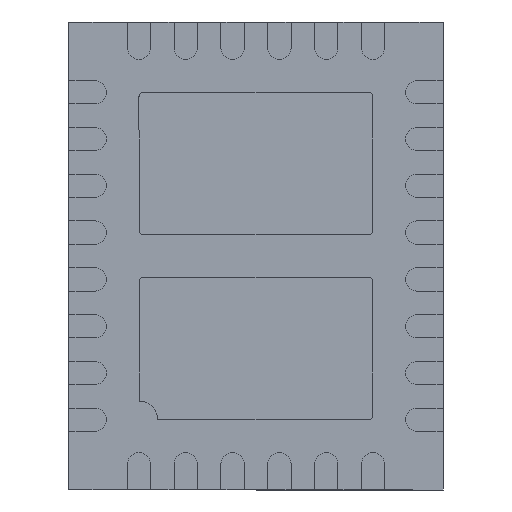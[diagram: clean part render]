
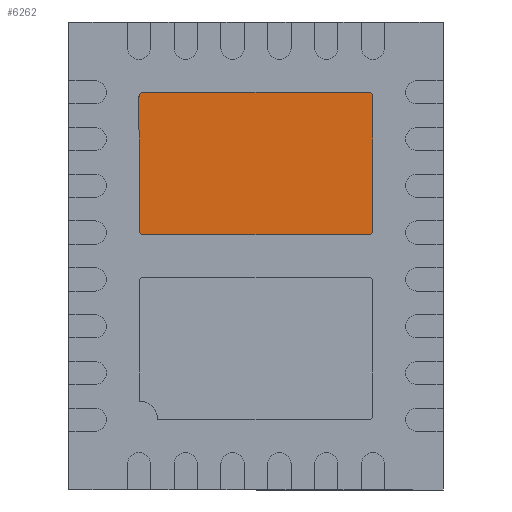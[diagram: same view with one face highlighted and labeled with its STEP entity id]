
A CAD part, front view. The second image highlights one B-rep face of the part: STEP entity #6262.
In plain terms, the highlighted planar face has unit normal (0, -1, 0).
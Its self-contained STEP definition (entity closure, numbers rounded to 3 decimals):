
#120 = VECTOR ( 'NONE', #9519, 1000. ) ;
#395 = CARTESIAN_POINT ( 'NONE',  ( -1.2, 0., 0.275 ) ) ;
#440 = CARTESIAN_POINT ( 'NONE',  ( -1.2, 0., 1.7 ) ) ;
#489 = EDGE_CURVE ( 'NONE', #1361, #4558, #8907, .T. ) ;
#492 = DIRECTION ( 'NONE',  ( 0., 1., 0. ) ) ;
#684 = AXIS2_PLACEMENT_3D ( 'NONE', #395, #492, #7495 ) ;
#828 = ORIENTED_EDGE ( 'NONE', *, *, #7775, .F. ) ;
#873 = VERTEX_POINT ( 'NONE', #4070 ) ;
#977 = CARTESIAN_POINT ( 'NONE',  ( 1.25, 0., 0.275 ) ) ;
#1353 = DIRECTION ( 'NONE',  ( 0., 0., -1. ) ) ;
#1361 = VERTEX_POINT ( 'NONE', #9133 ) ;
#1810 = DIRECTION ( 'NONE',  ( -1., 0., 0. ) ) ;
#1869 = DIRECTION ( 'NONE',  ( 0., 1., 0. ) ) ;
#1926 = CIRCLE ( 'NONE', #2415, 0.05 ) ;
#2220 = VECTOR ( 'NONE', #1810, 1000. ) ;
#2287 = ORIENTED_EDGE ( 'NONE', *, *, #7181, .F. ) ;
#2415 = AXIS2_PLACEMENT_3D ( 'NONE', #7748, #7150, #5442 ) ;
#2703 = AXIS2_PLACEMENT_3D ( 'NONE', #440, #5030, #8255 ) ;
#3026 = EDGE_CURVE ( 'NONE', #4558, #7312, #3797, .T. ) ;
#3104 = CARTESIAN_POINT ( 'NONE',  ( -1.2, 0., 0.225 ) ) ;
#3194 = CARTESIAN_POINT ( 'NONE',  ( 1.2, 0., 0.225 ) ) ;
#3462 = DIRECTION ( 'NONE',  ( 0., 0., 1. ) ) ;
#3484 = AXIS2_PLACEMENT_3D ( 'NONE', #5884, #1869, #3462 ) ;
#3714 = CARTESIAN_POINT ( 'NONE',  ( 1.2, 0., 0.275 ) ) ;
#3797 = LINE ( 'NONE', #5981, #6090 ) ;
#3975 = EDGE_CURVE ( 'NONE', #5544, #4533, #9218, .T. ) ;
#4070 = CARTESIAN_POINT ( 'NONE',  ( 1.2, 0., 1.75 ) ) ;
#4257 = FACE_OUTER_BOUND ( 'NONE', #4855, .T. ) ;
#4357 = PLANE ( 'NONE',  #3484 ) ;
#4533 = VERTEX_POINT ( 'NONE', #3194 ) ;
#4558 = VERTEX_POINT ( 'NONE', #7049 ) ;
#4821 = LINE ( 'NONE', #6249, #2220 ) ;
#4855 = EDGE_LOOP ( 'NONE', ( #9561, #6084, #6545, #2287, #828, #5600, #5140, #6905 ) ) ;
#5030 = DIRECTION ( 'NONE',  ( 0., -1., 0. ) ) ;
#5072 = CIRCLE ( 'NONE', #684, 0.05 ) ;
#5140 = ORIENTED_EDGE ( 'NONE', *, *, #7227, .F. ) ;
#5233 = LINE ( 'NONE', #7595, #5243 ) ;
#5243 = VECTOR ( 'NONE', #1353, 1000. ) ;
#5412 = LINE ( 'NONE', #6393, #120 ) ;
#5442 = DIRECTION ( 'NONE',  ( 0., 0., 1. ) ) ;
#5544 = VERTEX_POINT ( 'NONE', #977 ) ;
#5600 = ORIENTED_EDGE ( 'NONE', *, *, #3975, .F. ) ;
#5634 = AXIS2_PLACEMENT_3D ( 'NONE', #3714, #7635, #10107 ) ;
#5884 = CARTESIAN_POINT ( 'NONE',  ( 0., 0., 0. ) ) ;
#5981 = CARTESIAN_POINT ( 'NONE',  ( -1.25, 0., 0. ) ) ;
#6084 = ORIENTED_EDGE ( 'NONE', *, *, #489, .T. ) ;
#6090 = VECTOR ( 'NONE', #10090, 1000. ) ;
#6125 = VERTEX_POINT ( 'NONE', #3104 ) ;
#6249 = CARTESIAN_POINT ( 'NONE',  ( 0., 0., 0.225 ) ) ;
#6262 = ADVANCED_FACE ( 'NONE', ( #4257 ), #4357, .F. ) ;
#6393 = CARTESIAN_POINT ( 'NONE',  ( 0., 0., 1.75 ) ) ;
#6545 = ORIENTED_EDGE ( 'NONE', *, *, #3026, .T. ) ;
#6905 = ORIENTED_EDGE ( 'NONE', *, *, #9249, .F. ) ;
#7049 = CARTESIAN_POINT ( 'NONE',  ( -1.25, 0., 1.7 ) ) ;
#7150 = DIRECTION ( 'NONE',  ( 0., 1., 0. ) ) ;
#7181 = EDGE_CURVE ( 'NONE', #6125, #7312, #5072, .T. ) ;
#7227 = EDGE_CURVE ( 'NONE', #9762, #5544, #5233, .T. ) ;
#7312 = VERTEX_POINT ( 'NONE', #8722 ) ;
#7495 = DIRECTION ( 'NONE',  ( 0., 0., 1. ) ) ;
#7595 = CARTESIAN_POINT ( 'NONE',  ( 1.25, 0., 0. ) ) ;
#7635 = DIRECTION ( 'NONE',  ( 0., 1., 0. ) ) ;
#7748 = CARTESIAN_POINT ( 'NONE',  ( 1.2, 0., 1.7 ) ) ;
#7775 = EDGE_CURVE ( 'NONE', #4533, #6125, #4821, .T. ) ;
#8175 = EDGE_CURVE ( 'NONE', #873, #1361, #5412, .T. ) ;
#8255 = DIRECTION ( 'NONE',  ( 0., 0., 1. ) ) ;
#8493 = CARTESIAN_POINT ( 'NONE',  ( 1.25, 0., 1.7 ) ) ;
#8722 = CARTESIAN_POINT ( 'NONE',  ( -1.25, 0., 0.275 ) ) ;
#8907 = CIRCLE ( 'NONE', #2703, 0.05 ) ;
#9133 = CARTESIAN_POINT ( 'NONE',  ( -1.2, 0., 1.75 ) ) ;
#9218 = CIRCLE ( 'NONE', #5634, 0.05 ) ;
#9249 = EDGE_CURVE ( 'NONE', #873, #9762, #1926, .T. ) ;
#9519 = DIRECTION ( 'NONE',  ( -1., 0., 0. ) ) ;
#9561 = ORIENTED_EDGE ( 'NONE', *, *, #8175, .T. ) ;
#9762 = VERTEX_POINT ( 'NONE', #8493 ) ;
#10090 = DIRECTION ( 'NONE',  ( 0., 0., -1. ) ) ;
#10107 = DIRECTION ( 'NONE',  ( 0., 0., 1. ) ) ;
